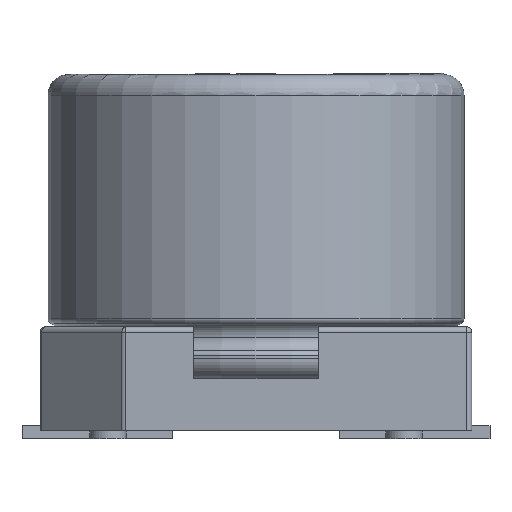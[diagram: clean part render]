
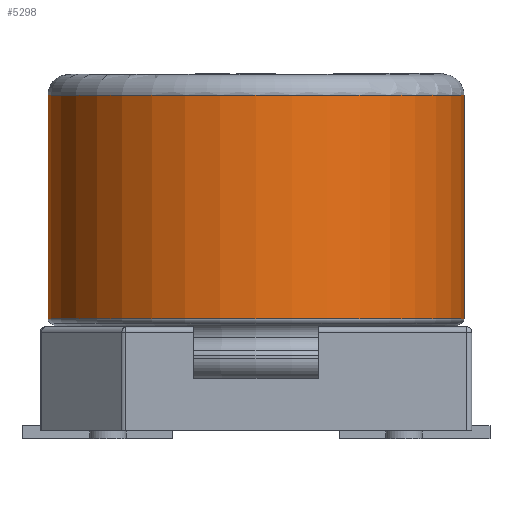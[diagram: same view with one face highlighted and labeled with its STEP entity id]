
A CAD part, left-side view. The second image highlights one B-rep face of the part: STEP entity #5298.
In plain terms, the highlighted cylindrical face has radius 4 mm (diameter 8 mm), a partial arc.
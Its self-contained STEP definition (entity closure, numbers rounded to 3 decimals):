
#296 = VERTEX_POINT ( 'NONE', #4722 ) ;
#378 = DIRECTION ( 'NONE',  ( 0., 1., 0. ) ) ;
#397 = DIRECTION ( 'NONE',  ( 0., 0., -1. ) ) ;
#409 = CARTESIAN_POINT ( 'NONE',  ( 0., -4., 6.454 ) ) ;
#421 = VECTOR ( 'NONE', #1891, 1000. ) ;
#440 = CARTESIAN_POINT ( 'NONE',  ( 0., 0., -18.963 ) ) ;
#456 = CARTESIAN_POINT ( 'NONE',  ( 0., 4., 2.155 ) ) ;
#733 = ORIENTED_EDGE ( 'NONE', *, *, #4115, .T. ) ;
#777 = CIRCLE ( 'NONE', #4932, 4. ) ;
#779 = VERTEX_POINT ( 'NONE', #409 ) ;
#958 = DIRECTION ( 'NONE',  ( 0., 0., -1. ) ) ;
#1002 = DIRECTION ( 'NONE',  ( 0., 0., -1. ) ) ;
#1467 = VERTEX_POINT ( 'NONE', #3931 ) ;
#1891 = DIRECTION ( 'NONE',  ( 0., 0., -1. ) ) ;
#2046 = EDGE_CURVE ( 'NONE', #296, #4230, #777, .T. ) ;
#2261 = ORIENTED_EDGE ( 'NONE', *, *, #2824, .T. ) ;
#2322 = CYLINDRICAL_SURFACE ( 'NONE', #4569, 4. ) ;
#2363 = CARTESIAN_POINT ( 'NONE',  ( 0., 4., -18.963 ) ) ;
#2824 = EDGE_CURVE ( 'NONE', #1467, #4230, #5183, .T. ) ;
#3168 = VECTOR ( 'NONE', #958, 1000. ) ;
#3253 = EDGE_CURVE ( 'NONE', #779, #296, #3690, .T. ) ;
#3537 = CIRCLE ( 'NONE', #5038, 4. ) ;
#3583 = FACE_OUTER_BOUND ( 'NONE', #3932, .T. ) ;
#3690 = LINE ( 'NONE', #3924, #3168 ) ;
#3704 = DIRECTION ( 'NONE',  ( 0., 0., -1. ) ) ;
#3761 = ORIENTED_EDGE ( 'NONE', *, *, #3253, .F. ) ;
#3924 = CARTESIAN_POINT ( 'NONE',  ( 0., -4., -18.963 ) ) ;
#3931 = CARTESIAN_POINT ( 'NONE',  ( 0., 4., 6.454 ) ) ;
#3932 = EDGE_LOOP ( 'NONE', ( #3761, #733, #2261, #5260 ) ) ;
#4115 = EDGE_CURVE ( 'NONE', #779, #1467, #3537, .T. ) ;
#4211 = DIRECTION ( 'NONE',  ( 0., 1., 0. ) ) ;
#4230 = VERTEX_POINT ( 'NONE', #456 ) ;
#4429 = DIRECTION ( 'NONE',  ( 0., 1., 0. ) ) ;
#4569 = AXIS2_PLACEMENT_3D ( 'NONE', #440, #397, #378 ) ;
#4625 = CARTESIAN_POINT ( 'NONE',  ( 0., 0., 6.454 ) ) ;
#4722 = CARTESIAN_POINT ( 'NONE',  ( 0., -4., 2.155 ) ) ;
#4805 = CARTESIAN_POINT ( 'NONE',  ( 0., 0., 2.155 ) ) ;
#4932 = AXIS2_PLACEMENT_3D ( 'NONE', #4805, #1002, #4429 ) ;
#5038 = AXIS2_PLACEMENT_3D ( 'NONE', #4625, #3704, #4211 ) ;
#5183 = LINE ( 'NONE', #2363, #421 ) ;
#5260 = ORIENTED_EDGE ( 'NONE', *, *, #2046, .F. ) ;
#5298 = ADVANCED_FACE ( 'NONE', ( #3583 ), #2322, .T. ) ;
